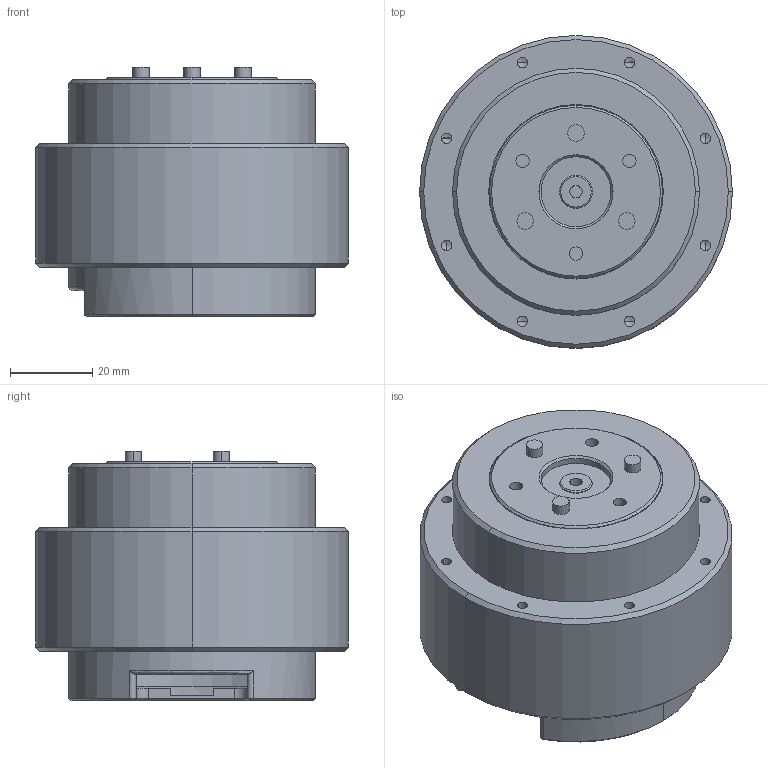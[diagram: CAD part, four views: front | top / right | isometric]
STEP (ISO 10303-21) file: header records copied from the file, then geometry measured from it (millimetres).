
FILE_DESCRIPTION (( 'STEP AP214' ), '1' );
FILE_NAME ('RMD-X6S2-V2.step', '2023-12-27T05:44:12', ( '' ), ( '' ), 'SwSTEP 2.0', 'SolidWorks 2020', '' );
FILE_SCHEMA (( 'AUTOMOTIVE_DESIGN' ));
Length unit declared in the file: millimetre
Products named in the file (1): RMD-X6S2-V2
Bounding box: 76 x 76 x 60.5 mm (x, y, z)
Volume: 184863.2 mm3; surface area: 29402.7 mm2
Topology: 2 solids, 2 shells, 169 faces, 402 edges, 246 vertices
Faces by surface type: cylinder 86, cone 41, plane 41, bspline 1
Entity records: 6818 total; most frequent: DIRECTION 924, CARTESIAN_POINT 910, ORIENTED_EDGE 772, EDGE_CURVE 386, AXIS2_PLACEMENT_3D 376, VERTEX_POINT 246, CIRCLE 207, EDGE_LOOP 200
